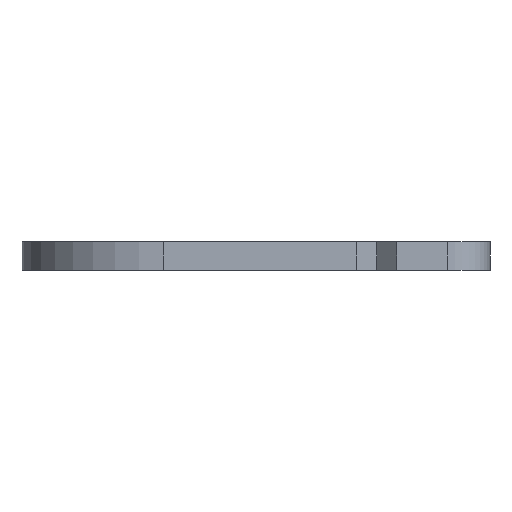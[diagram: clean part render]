
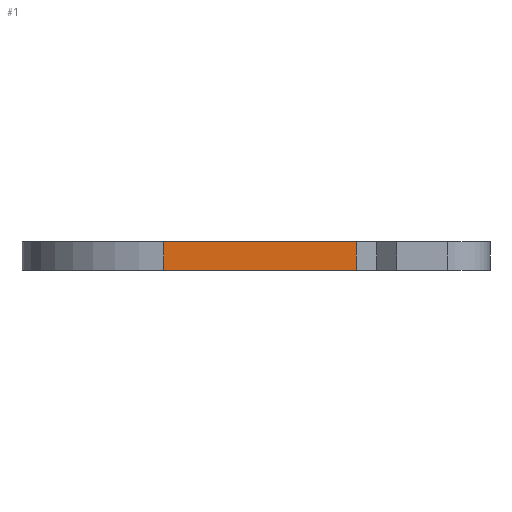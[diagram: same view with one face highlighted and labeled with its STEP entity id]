
A CAD part, left-side view. The second image highlights one B-rep face of the part: STEP entity #1.
In plain terms, the highlighted planar face has unit normal (-1, 0, 0).
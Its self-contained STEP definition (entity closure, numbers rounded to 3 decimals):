
#1 = ADVANCED_FACE ( 'NONE', ( #738 ), #730, .F. ) ;
#80 = ORIENTED_EDGE ( 'NONE', *, *, #571, .F. ) ;
#82 = DIRECTION ( 'NONE',  ( 0., -1., 0. ) ) ;
#124 = CARTESIAN_POINT ( 'NONE',  ( -30., 15., 0. ) ) ;
#132 = VERTEX_POINT ( 'NONE', #611 ) ;
#136 = DIRECTION ( 'NONE',  ( 1., 0., 0. ) ) ;
#156 = EDGE_CURVE ( 'NONE', #619, #402, #326, .T. ) ;
#159 = LINE ( 'NONE', #426, #646 ) ;
#230 = CARTESIAN_POINT ( 'NONE',  ( -30., 1.414, 2. ) ) ;
#251 = LINE ( 'NONE', #578, #513 ) ;
#270 = AXIS2_PLACEMENT_3D ( 'NONE', #894, #136, #818 ) ;
#326 = LINE ( 'NONE', #424, #972 ) ;
#402 = VERTEX_POINT ( 'NONE', #996 ) ;
#424 = CARTESIAN_POINT ( 'NONE',  ( -30., 15., 2. ) ) ;
#426 = CARTESIAN_POINT ( 'NONE',  ( -30., 15., 0. ) ) ;
#443 = EDGE_LOOP ( 'NONE', ( #448, #80, #509, #640 ) ) ;
#448 = ORIENTED_EDGE ( 'NONE', *, *, #746, .T. ) ;
#509 = ORIENTED_EDGE ( 'NONE', *, *, #156, .F. ) ;
#513 = VECTOR ( 'NONE', #514, 1000. ) ;
#514 = DIRECTION ( 'NONE',  ( 0., 0., -1. ) ) ;
#569 = CARTESIAN_POINT ( 'NONE',  ( -30., 15., 2. ) ) ;
#571 = EDGE_CURVE ( 'NONE', #402, #132, #661, .T. ) ;
#578 = CARTESIAN_POINT ( 'NONE',  ( -30., 15., 2. ) ) ;
#611 = CARTESIAN_POINT ( 'NONE',  ( -30., 1.414, 0. ) ) ;
#619 = VERTEX_POINT ( 'NONE', #569 ) ;
#640 = ORIENTED_EDGE ( 'NONE', *, *, #734, .T. ) ;
#646 = VECTOR ( 'NONE', #854, 1000. ) ;
#661 = LINE ( 'NONE', #230, #674 ) ;
#674 = VECTOR ( 'NONE', #899, 1000. ) ;
#730 = PLANE ( 'NONE',  #270 ) ;
#734 = EDGE_CURVE ( 'NONE', #619, #883, #251, .T. ) ;
#738 = FACE_OUTER_BOUND ( 'NONE', #443, .T. ) ;
#746 = EDGE_CURVE ( 'NONE', #883, #132, #159, .T. ) ;
#818 = DIRECTION ( 'NONE',  ( 0., 1., 0. ) ) ;
#854 = DIRECTION ( 'NONE',  ( 0., -1., 0. ) ) ;
#883 = VERTEX_POINT ( 'NONE', #124 ) ;
#894 = CARTESIAN_POINT ( 'NONE',  ( -30., 15., 2. ) ) ;
#899 = DIRECTION ( 'NONE',  ( 0., 0., -1. ) ) ;
#972 = VECTOR ( 'NONE', #82, 1000. ) ;
#996 = CARTESIAN_POINT ( 'NONE',  ( -30., 1.414, 2. ) ) ;
